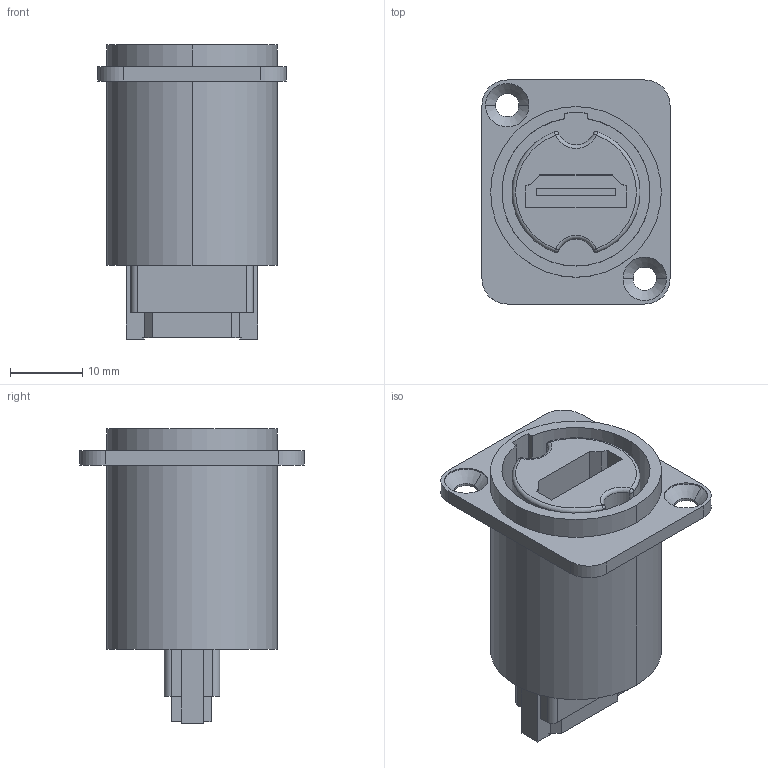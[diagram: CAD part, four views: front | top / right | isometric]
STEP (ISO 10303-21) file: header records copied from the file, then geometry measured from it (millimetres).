
FILE_DESCRIPTION((''),'2;1');
FILE_NAME('3D_FILE_NAHDMI-W','2015-01-22T',('kez'),(''),'PRO/ENGINEER BY PARAMETRIC TECHNOLOGY CORPORATION, 2011310','PRO/ENGINEER BY PARAMETRIC TECHNOLOGY CORPORATION, 2011310','');
FILE_SCHEMA(('AUTOMOTIVE_DESIGN_CC2 { 1 2 10303 214 -1 1 5 2 }'));
Length unit declared in the file: millimetre
Products named in the file (1): 3D_FILE_NAHDMI-W
Bounding box: 26 x 31 x 40.7 mm (x, y, z)
Volume: 12411.5 mm3; surface area: 7305.4 mm2
Topology: 1 solids, 1 shells, 111 faces, 285 edges, 185 vertices
Faces by surface type: plane 69, cylinder 30, cone 4, torus 4, sphere 4
Entity records: 3575 total; most frequent: DIRECTION 588, CARTESIAN_POINT 581, ORIENTED_EDGE 570, EDGE_CURVE 285, VECTOR 204, LINE 204, COLOUR_RGB 193, AXIS2_PLACEMENT_3D 192
